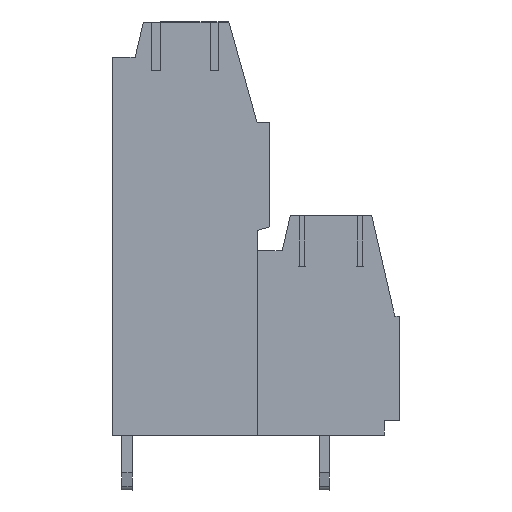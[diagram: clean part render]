
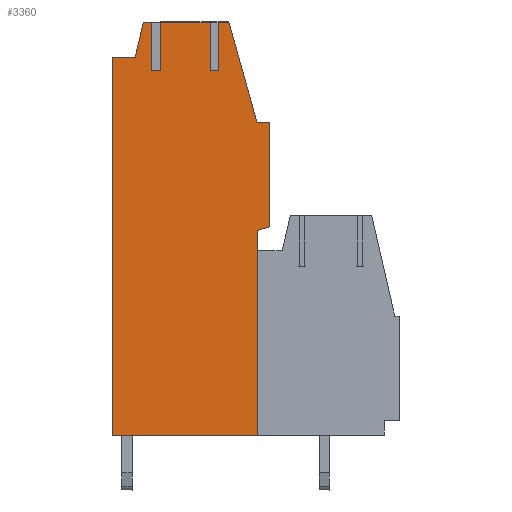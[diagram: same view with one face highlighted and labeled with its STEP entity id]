
A CAD part, left-side view. The second image highlights one B-rep face of the part: STEP entity #3360.
In plain terms, the highlighted planar face has unit normal (-1, 0, 0).
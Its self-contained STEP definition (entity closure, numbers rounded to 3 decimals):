
#3300=AXIS2_PLACEMENT_3D('Plane Axis2P3D',#3297,#3298,#3299) ;
#957=CARTESIAN_POINT('Vertex',(0.,8.3,3.2)) ;
#960=CARTESIAN_POINT('Line Origine',(0.,12.525,3.2)) ;
#964=CARTESIAN_POINT('Vertex',(0.,16.75,3.2)) ;
#1714=CARTESIAN_POINT('Line Origine',(0.,16.75,14.225)) ;
#1718=CARTESIAN_POINT('Vertex',(0.,16.75,25.25)) ;
#1838=CARTESIAN_POINT('Vertex',(0.,8.3,15.15)) ;
#1841=CARTESIAN_POINT('Line Origine',(0.,8.3,9.175)) ;
#2002=CARTESIAN_POINT('Vertex',(0.,14.95,27.3)) ;
#2005=CARTESIAN_POINT('Line Origine',(0.,14.7,27.3)) ;
#2009=CARTESIAN_POINT('Vertex',(0.,14.45,27.3)) ;
#2058=CARTESIAN_POINT('Vertex',(0.,13.95,27.3)) ;
#2061=CARTESIAN_POINT('Line Origine',(0.,12.5,27.3)) ;
#2065=CARTESIAN_POINT('Vertex',(0.,11.05,27.3)) ;
#2114=CARTESIAN_POINT('Vertex',(0.,10.55,27.3)) ;
#2117=CARTESIAN_POINT('Line Origine',(0.,10.25,27.3)) ;
#2121=CARTESIAN_POINT('Vertex',(0.,9.95,27.3)) ;
#2397=CARTESIAN_POINT('Line Origine',(0.,9.131,24.375)) ;
#2401=CARTESIAN_POINT('Vertex',(0.,8.311,21.45)) ;
#2421=CARTESIAN_POINT('Line Origine',(0.,7.956,21.45)) ;
#2425=CARTESIAN_POINT('Vertex',(0.,7.6,21.45)) ;
#2445=CARTESIAN_POINT('Line Origine',(0.,7.6,18.4)) ;
#2449=CARTESIAN_POINT('Vertex',(0.,7.6,15.35)) ;
#2741=CARTESIAN_POINT('Line Origine',(0.,7.95,15.25)) ;
#2758=CARTESIAN_POINT('Line Origine',(0.,16.088,25.25)) ;
#2762=CARTESIAN_POINT('Vertex',(0.,15.425,25.25)) ;
#2782=CARTESIAN_POINT('Line Origine',(0.,15.188,26.275)) ;
#3297=CARTESIAN_POINT('Axis2P3D Location',(0.,7.6,0.)) ;
#3302=CARTESIAN_POINT('Line Origine',(0.,13.95,25.875)) ;
#3306=CARTESIAN_POINT('Vertex',(0.,13.95,24.45)) ;
#3309=CARTESIAN_POINT('Line Origine',(0.,14.2,24.45)) ;
#3313=CARTESIAN_POINT('Vertex',(0.,14.45,24.45)) ;
#3316=CARTESIAN_POINT('Line Origine',(0.,14.45,25.875)) ;
#3321=CARTESIAN_POINT('Line Origine',(0.,10.55,25.875)) ;
#3325=CARTESIAN_POINT('Vertex',(0.,10.55,24.45)) ;
#3328=CARTESIAN_POINT('Line Origine',(0.,10.8,24.45)) ;
#3332=CARTESIAN_POINT('Vertex',(0.,11.05,24.45)) ;
#3335=CARTESIAN_POINT('Line Origine',(0.,11.05,25.875)) ;
#961=DIRECTION('Vector Direction',(0.,1.,0.)) ;
#1715=DIRECTION('Vector Direction',(0.,0.,1.)) ;
#1842=DIRECTION('Vector Direction',(0.,0.,-1.)) ;
#2006=DIRECTION('Vector Direction',(0.,-1.,0.)) ;
#2062=DIRECTION('Vector Direction',(0.,-1.,0.)) ;
#2118=DIRECTION('Vector Direction',(0.,-1.,0.)) ;
#2398=DIRECTION('Vector Direction',(0.,-0.27,-0.963)) ;
#2422=DIRECTION('Vector Direction',(0.,-1.,0.)) ;
#2446=DIRECTION('Vector Direction',(0.,0.,-1.)) ;
#2742=DIRECTION('Vector Direction',(0.,0.962,-0.275)) ;
#2759=DIRECTION('Vector Direction',(0.,-1.,0.)) ;
#2783=DIRECTION('Vector Direction',(0.,-0.226,0.974)) ;
#3298=DIRECTION('Axis2P3D Direction',(-1.,0.,0.)) ;
#3299=DIRECTION('Axis2P3D XDirection',(0.,0.,1.)) ;
#3303=DIRECTION('Vector Direction',(0.,0.,1.)) ;
#3310=DIRECTION('Vector Direction',(0.,-1.,0.)) ;
#3317=DIRECTION('Vector Direction',(0.,0.,1.)) ;
#3322=DIRECTION('Vector Direction',(0.,0.,1.)) ;
#3329=DIRECTION('Vector Direction',(0.,-1.,0.)) ;
#3336=DIRECTION('Vector Direction',(0.,0.,1.)) ;
#962=VECTOR('Line Direction',#961,1.) ;
#1716=VECTOR('Line Direction',#1715,1.) ;
#1843=VECTOR('Line Direction',#1842,1.) ;
#2007=VECTOR('Line Direction',#2006,1.) ;
#2063=VECTOR('Line Direction',#2062,1.) ;
#2119=VECTOR('Line Direction',#2118,1.) ;
#2399=VECTOR('Line Direction',#2398,1.) ;
#2423=VECTOR('Line Direction',#2422,1.) ;
#2447=VECTOR('Line Direction',#2446,1.) ;
#2743=VECTOR('Line Direction',#2742,1.) ;
#2760=VECTOR('Line Direction',#2759,1.) ;
#2784=VECTOR('Line Direction',#2783,1.) ;
#3304=VECTOR('Line Direction',#3303,1.) ;
#3311=VECTOR('Line Direction',#3310,1.) ;
#3318=VECTOR('Line Direction',#3317,1.) ;
#3323=VECTOR('Line Direction',#3322,1.) ;
#3330=VECTOR('Line Direction',#3329,1.) ;
#3337=VECTOR('Line Direction',#3336,1.) ;
#3341=ORIENTED_EDGE('',*,*,#2067,.T.) ;
#3342=ORIENTED_EDGE('',*,*,#3308,.F.) ;
#3343=ORIENTED_EDGE('',*,*,#3315,.F.) ;
#3344=ORIENTED_EDGE('',*,*,#3320,.T.) ;
#3345=ORIENTED_EDGE('',*,*,#2011,.T.) ;
#3346=ORIENTED_EDGE('',*,*,#2786,.T.) ;
#3347=ORIENTED_EDGE('',*,*,#2764,.T.) ;
#3348=ORIENTED_EDGE('',*,*,#1720,.T.) ;
#3349=ORIENTED_EDGE('',*,*,#966,.T.) ;
#3350=ORIENTED_EDGE('',*,*,#1845,.T.) ;
#3351=ORIENTED_EDGE('',*,*,#2745,.T.) ;
#3352=ORIENTED_EDGE('',*,*,#2451,.T.) ;
#3353=ORIENTED_EDGE('',*,*,#2427,.T.) ;
#3354=ORIENTED_EDGE('',*,*,#2403,.T.) ;
#3355=ORIENTED_EDGE('',*,*,#2123,.T.) ;
#3356=ORIENTED_EDGE('',*,*,#3327,.F.) ;
#3357=ORIENTED_EDGE('',*,*,#3334,.F.) ;
#3358=ORIENTED_EDGE('',*,*,#3339,.T.) ;
#3360=ADVANCED_FACE('Hauptk\X2\00F6\X0\rper',(#3359),#3301,.T.) ;
#966=EDGE_CURVE('',#965,#958,#963,.F.) ;
#1720=EDGE_CURVE('',#1719,#965,#1717,.F.) ;
#1845=EDGE_CURVE('',#958,#1839,#1844,.F.) ;
#2011=EDGE_CURVE('',#2010,#2003,#2008,.F.) ;
#2067=EDGE_CURVE('',#2066,#2059,#2064,.F.) ;
#2123=EDGE_CURVE('',#2122,#2115,#2120,.F.) ;
#2403=EDGE_CURVE('',#2402,#2122,#2400,.F.) ;
#2427=EDGE_CURVE('',#2426,#2402,#2424,.F.) ;
#2451=EDGE_CURVE('',#2450,#2426,#2448,.F.) ;
#2745=EDGE_CURVE('',#1839,#2450,#2744,.F.) ;
#2764=EDGE_CURVE('',#2763,#1719,#2761,.F.) ;
#2786=EDGE_CURVE('',#2003,#2763,#2785,.F.) ;
#3308=EDGE_CURVE('',#3307,#2059,#3305,.T.) ;
#3315=EDGE_CURVE('',#3314,#3307,#3312,.T.) ;
#3320=EDGE_CURVE('',#3314,#2010,#3319,.T.) ;
#3327=EDGE_CURVE('',#3326,#2115,#3324,.T.) ;
#3334=EDGE_CURVE('',#3333,#3326,#3331,.T.) ;
#3339=EDGE_CURVE('',#3333,#2066,#3338,.T.) ;
#3340=EDGE_LOOP('',(#3341,#3342,#3343,#3344,#3345,#3346,#3347,#3348,#3349,#3350,#3351,#3352,#3353,#3354,#3355,#3356,#3357,#3358)) ;
#3359=FACE_OUTER_BOUND('',#3340,.T.) ;
#963=LINE('Line',#960,#962) ;
#1717=LINE('Line',#1714,#1716) ;
#1844=LINE('Line',#1841,#1843) ;
#2008=LINE('Line',#2005,#2007) ;
#2064=LINE('Line',#2061,#2063) ;
#2120=LINE('Line',#2117,#2119) ;
#2400=LINE('Line',#2397,#2399) ;
#2424=LINE('Line',#2421,#2423) ;
#2448=LINE('Line',#2445,#2447) ;
#2744=LINE('Line',#2741,#2743) ;
#2761=LINE('Line',#2758,#2760) ;
#2785=LINE('Line',#2782,#2784) ;
#3305=LINE('Line',#3302,#3304) ;
#3312=LINE('Line',#3309,#3311) ;
#3319=LINE('Line',#3316,#3318) ;
#3324=LINE('Line',#3321,#3323) ;
#3331=LINE('Line',#3328,#3330) ;
#3338=LINE('Line',#3335,#3337) ;
#3301=PLANE('',#3300) ;
#958=VERTEX_POINT('',#957) ;
#965=VERTEX_POINT('',#964) ;
#1719=VERTEX_POINT('',#1718) ;
#1839=VERTEX_POINT('',#1838) ;
#2003=VERTEX_POINT('',#2002) ;
#2010=VERTEX_POINT('',#2009) ;
#2059=VERTEX_POINT('',#2058) ;
#2066=VERTEX_POINT('',#2065) ;
#2115=VERTEX_POINT('',#2114) ;
#2122=VERTEX_POINT('',#2121) ;
#2402=VERTEX_POINT('',#2401) ;
#2426=VERTEX_POINT('',#2425) ;
#2450=VERTEX_POINT('',#2449) ;
#2763=VERTEX_POINT('',#2762) ;
#3307=VERTEX_POINT('',#3306) ;
#3314=VERTEX_POINT('',#3313) ;
#3326=VERTEX_POINT('',#3325) ;
#3333=VERTEX_POINT('',#3332) ;
